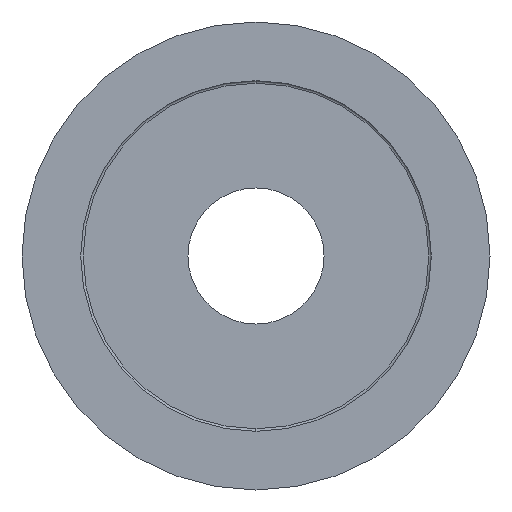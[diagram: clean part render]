
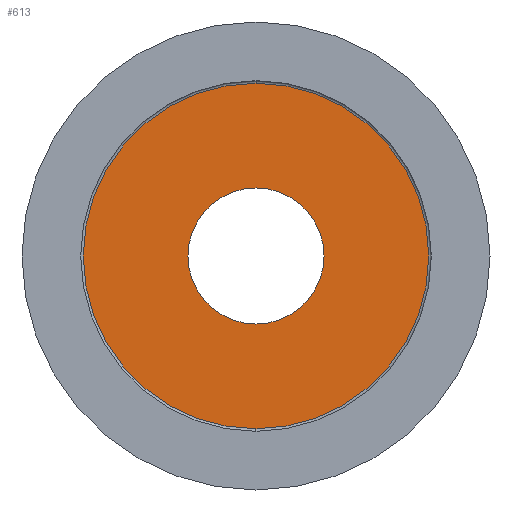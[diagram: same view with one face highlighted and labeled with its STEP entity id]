
A CAD part, left-side view. The second image highlights one B-rep face of the part: STEP entity #613.
In plain terms, the highlighted planar face has unit normal (-1, 0, 0).
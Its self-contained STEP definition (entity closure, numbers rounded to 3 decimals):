
#16 = FACE_OUTER_BOUND ( 'NONE', #387, .T. ) ;
#20 = DIRECTION ( 'NONE',  ( 0., 0., 1. ) ) ;
#60 = CIRCLE ( 'NONE', #142, 8. ) ;
#69 = CARTESIAN_POINT ( 'NONE',  ( 2.5, 0., 0. ) ) ;
#118 = FACE_BOUND ( 'NONE', #321, .T. ) ;
#119 = EDGE_CURVE ( 'NONE', #489, #200, #333, .T. ) ;
#129 = CIRCLE ( 'NONE', #555, 8. ) ;
#137 = DIRECTION ( 'NONE',  ( 0., 0., 1. ) ) ;
#142 = AXIS2_PLACEMENT_3D ( 'NONE', #599, #166, #663 ) ;
#166 = DIRECTION ( 'NONE',  ( -1., 0., 0. ) ) ;
#185 = EDGE_CURVE ( 'NONE', #209, #665, #60, .T. ) ;
#200 = VERTEX_POINT ( 'NONE', #805 ) ;
#209 = VERTEX_POINT ( 'NONE', #739 ) ;
#255 = CARTESIAN_POINT ( 'NONE',  ( 2.5, 0., -8. ) ) ;
#294 = ORIENTED_EDGE ( 'NONE', *, *, #870, .F. ) ;
#304 = CARTESIAN_POINT ( 'NONE',  ( 2.5, 0., 0. ) ) ;
#321 = EDGE_LOOP ( 'NONE', ( #400, #294 ) ) ;
#333 = CIRCLE ( 'NONE', #835, 20.3 ) ;
#338 = AXIS2_PLACEMENT_3D ( 'NONE', #304, #790, #378 ) ;
#378 = DIRECTION ( 'NONE',  ( 0., 0., 1. ) ) ;
#387 = EDGE_LOOP ( 'NONE', ( #755, #832 ) ) ;
#390 = EDGE_CURVE ( 'NONE', #200, #489, #691, .T. ) ;
#392 = CARTESIAN_POINT ( 'NONE',  ( 2.5, 0., -20.3 ) ) ;
#400 = ORIENTED_EDGE ( 'NONE', *, *, #185, .F. ) ;
#407 = DIRECTION ( 'NONE',  ( 0., 0., -1. ) ) ;
#462 = DIRECTION ( 'NONE',  ( -1., 0., 0. ) ) ;
#485 = AXIS2_PLACEMENT_3D ( 'NONE', #255, #818, #407 ) ;
#489 = VERTEX_POINT ( 'NONE', #392 ) ;
#555 = AXIS2_PLACEMENT_3D ( 'NONE', #69, #578, #137 ) ;
#578 = DIRECTION ( 'NONE',  ( -1., 0., 0. ) ) ;
#599 = CARTESIAN_POINT ( 'NONE',  ( 2.5, 0., 0. ) ) ;
#613 = ADVANCED_FACE ( 'NONE', ( #118, #16 ), #752, .F. ) ;
#663 = DIRECTION ( 'NONE',  ( 0., 0., 1. ) ) ;
#665 = VERTEX_POINT ( 'NONE', #758 ) ;
#691 = CIRCLE ( 'NONE', #338, 20.3 ) ;
#739 = CARTESIAN_POINT ( 'NONE',  ( 2.5, 0., 8. ) ) ;
#752 = PLANE ( 'NONE',  #485 ) ;
#755 = ORIENTED_EDGE ( 'NONE', *, *, #390, .T. ) ;
#758 = CARTESIAN_POINT ( 'NONE',  ( 2.5, 0., -8. ) ) ;
#790 = DIRECTION ( 'NONE',  ( -1., 0., 0. ) ) ;
#805 = CARTESIAN_POINT ( 'NONE',  ( 2.5, 0., 20.3 ) ) ;
#818 = DIRECTION ( 'NONE',  ( 1., 0., 0. ) ) ;
#832 = ORIENTED_EDGE ( 'NONE', *, *, #119, .T. ) ;
#835 = AXIS2_PLACEMENT_3D ( 'NONE', #869, #462, #20 ) ;
#869 = CARTESIAN_POINT ( 'NONE',  ( 2.5, 0., 0. ) ) ;
#870 = EDGE_CURVE ( 'NONE', #665, #209, #129, .T. ) ;
